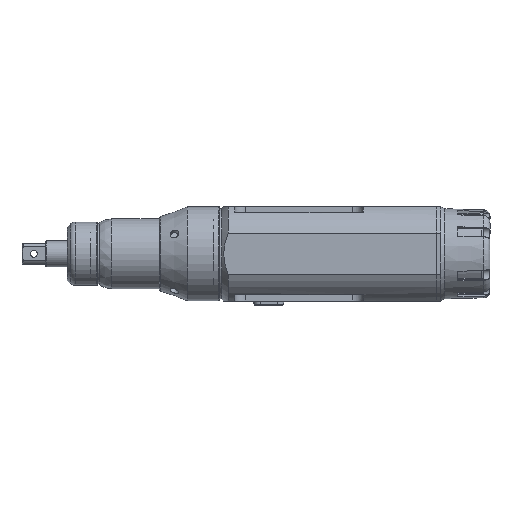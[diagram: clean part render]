
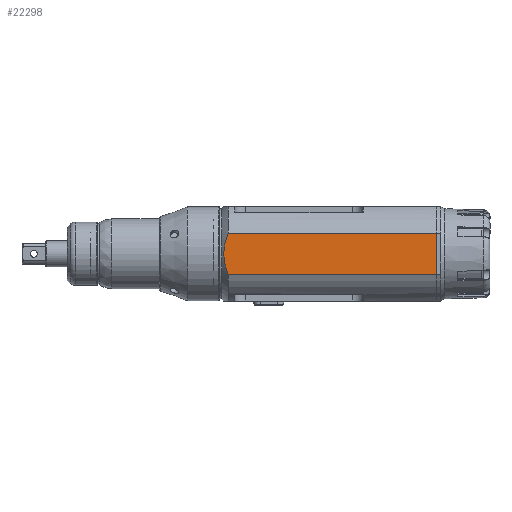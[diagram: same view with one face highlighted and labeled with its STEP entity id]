
A CAD part, top view. The second image highlights one B-rep face of the part: STEP entity #22298.
In plain terms, the highlighted planar face has unit normal (0, 0, 1).
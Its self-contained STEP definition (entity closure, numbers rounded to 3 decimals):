
#318=(
BOUNDED_CURVE()
B_SPLINE_CURVE(2,(#66406,#66407,#66408),.UNSPECIFIED.,.F.,.F.)
B_SPLINE_CURVE_WITH_KNOTS((3,3),(3.349,4.731),
 .UNSPECIFIED.)
CURVE()
GEOMETRIC_REPRESENTATION_ITEM()
RATIONAL_B_SPLINE_CURVE((1.344,1.344,1.285))
REPRESENTATION_ITEM('')
);
#319=(
BOUNDED_CURVE()
B_SPLINE_CURVE(2,(#66415,#66416,#66417),.UNSPECIFIED.,.F.,.F.)
B_SPLINE_CURVE_WITH_KNOTS((3,3),(1.968,3.349),
 .UNSPECIFIED.)
CURVE()
GEOMETRIC_REPRESENTATION_ITEM()
RATIONAL_B_SPLINE_CURVE((1.285,1.344,1.344))
REPRESENTATION_ITEM('')
);
#1706=LINE('',#66121,#3056);
#1796=LINE('',#66444,#3146);
#1798=LINE('',#66461,#3148);
#3056=VECTOR('',#27910,10.);
#3146=VECTOR('',#28190,10.);
#3148=VECTOR('',#28198,10.);
#3824=PLANE('',#23934);
#4856=FACE_OUTER_BOUND('',#6084,.T.);
#6084=EDGE_LOOP('',(#18698,#18699,#18700,#18701,#18702));
#9780=VERTEX_POINT('',#66087);
#9784=VERTEX_POINT('',#66117);
#9872=VERTEX_POINT('',#66403);
#9873=VERTEX_POINT('',#66405);
#9876=VERTEX_POINT('',#66414);
#12787=EDGE_CURVE('',#9780,#9784,#1706,.T.);
#12919=EDGE_CURVE('',#9873,#9872,#318,.T.);
#12923=EDGE_CURVE('',#9876,#9873,#319,.T.);
#12935=EDGE_CURVE('',#9876,#9780,#1796,.T.);
#12941=EDGE_CURVE('',#9872,#9784,#1798,.T.);
#18698=ORIENTED_EDGE('',*,*,#12923,.T.);
#18699=ORIENTED_EDGE('',*,*,#12919,.T.);
#18700=ORIENTED_EDGE('',*,*,#12941,.T.);
#18701=ORIENTED_EDGE('',*,*,#12787,.F.);
#18702=ORIENTED_EDGE('',*,*,#12935,.F.);
#22298=ADVANCED_FACE('',(#4856),#3824,.T.);
#23934=AXIS2_PLACEMENT_3D('',#66460,#28196,#28197);
#27910=DIRECTION('',(0.,-1.,0.));
#28190=DIRECTION('',(1.,0.,0.));
#28196=DIRECTION('center_axis',(0.,0.,
1.));
#28197=DIRECTION('ref_axis',(0.,-1.,0.));
#28198=DIRECTION('',(1.,0.,0.));
#66087=CARTESIAN_POINT('',(100.,9.592,22.));
#66117=CARTESIAN_POINT('',(100.,-9.592,22.));
#66121=CARTESIAN_POINT('',(100.,-9.592,22.));
#66403=CARTESIAN_POINT('',(3.,-9.592,22.));
#66405=CARTESIAN_POINT('',(1.,0.,22.));
#66406=CARTESIAN_POINT('Ctrl Pts',(1.,0.,
22.));
#66407=CARTESIAN_POINT('Ctrl Pts',(1.,-4.587,
22.));
#66408=CARTESIAN_POINT('Ctrl Pts',(3.,-9.592,22.));
#66414=CARTESIAN_POINT('',(3.,9.592,22.));
#66415=CARTESIAN_POINT('Ctrl Pts',(3.,9.592,22.));
#66416=CARTESIAN_POINT('Ctrl Pts',(1.,4.587,22.));
#66417=CARTESIAN_POINT('Ctrl Pts',(1.,0.,
22.));
#66444=CARTESIAN_POINT('',(0.,9.592,22.));
#66460=CARTESIAN_POINT('Origin',(0.,9.592,
22.));
#66461=CARTESIAN_POINT('',(0.,-9.592,22.));
